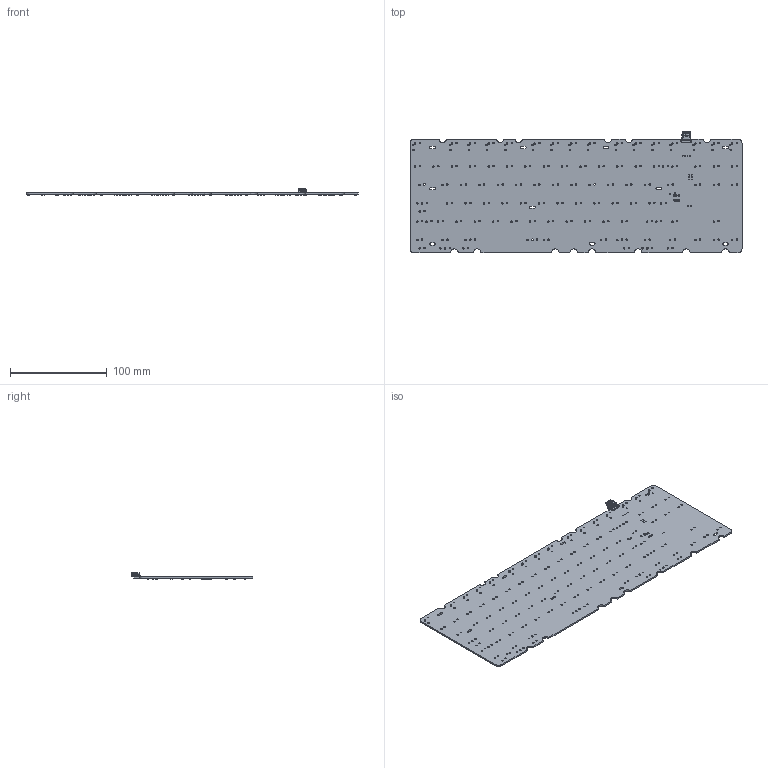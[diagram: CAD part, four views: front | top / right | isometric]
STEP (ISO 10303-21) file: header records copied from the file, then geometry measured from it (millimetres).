
FILE_DESCRIPTION(('Open CASCADE Model'),'2;1');
FILE_NAME('Open CASCADE Shape Model','2019-03-29T00:06:40',('Author'),( 'Open CASCADE'),'Open CASCADE STEP processor 6.8','Open CASCADE 6.8' ,'Unknown');
FILE_SCHEMA(('AUTOMOTIVE_DESIGN { 1 0 10303 214 1 1 1 1 }'));
Length unit declared in the file: millimetre
Products named in the file (133): PCB; Board; RGB24; 6138250048; Extruded; RGB23; RGB22; RGB21; RGB20; RGB19; RGB18; RGB17; RGB16; RGB15; RGB14; RGB13; RGB12; RGB11; RGB10; RGB9; RGB8; RGB7; RGB6; RGB5; RGB4; RGB3; RGB2; RGB1; RC24; RESC0402_v2; RC23; RC22; RC21; RC20; RC19; RC18; RC17; RC16; RC15; RC14 ...
Assembly tree (283 placements, depth 4):
  PCB
    Board
    RGB24
      6138250048
        Extruded
    RGB23
      6138250048
        Extruded
    RGB22
      6138250048
        Extruded
    RGB21
      6138250048
        Extruded
    RGB20
      6138250048
        Extruded
    RGB19
      6138250048
        Extruded
    RGB18
      6138250048
        Extruded
    RGB17
      6138250048
        Extruded
    RGB16
      6138250048
        Extruded
    RGB15
      6138250048
        Extruded
    RGB14
      6138250048
        Extruded
    RGB13
      6138250048
        Extruded
    RGB12
      6138250048
        Extruded
    RGB11
      6138250048
        Extruded
    RGB10
      6138250048
        Extruded
    RGB9
      6138250048
        Extruded
    RGB8
      6138250048
        Extruded
    RGB7
      6138250048
        Extruded
    RGB6
      6138250048
        Extruded
    RGB5
Bounding box: 344.05 x 125.68 x 6.75 mm (x, y, z)
Volume: 63593.9 mm3; surface area: 85709.3 mm2
Topology: 417 solids, 417 shells, 7010 faces, 16105 edges, 9928 vertices
Faces by surface type: plane 3064, bspline 2007, cylinder 1495, sphere 432, cone 12
Full cylindrical faces by diameter (mm): 0.5 x1, 0.8 x7, 0.9 x6, 1.016 x6, 1.524 x244
Entity records: 54362 total; most frequent: CARTESIAN_POINT 11742, DIRECTION 8040, ORIENTED_EDGE 8034, EDGE_CURVE 4017, LINE 2722, VECTOR 2722, AXIS2_PLACEMENT_3D 2659, VERTEX_POINT 2652
